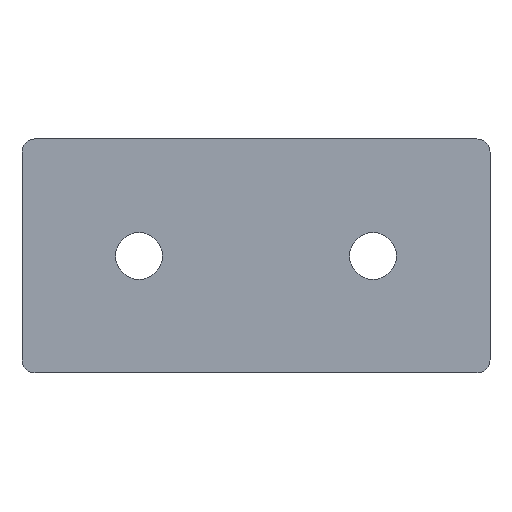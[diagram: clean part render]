
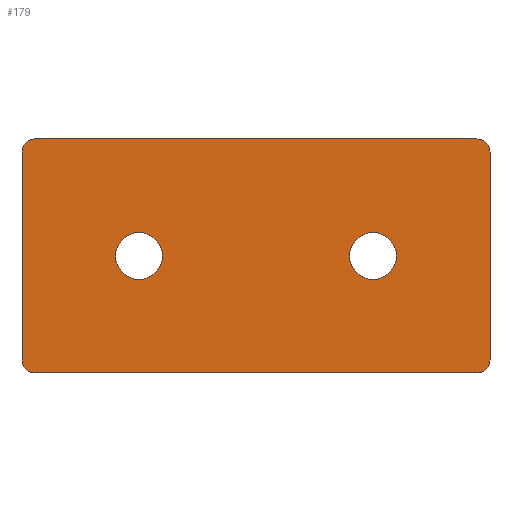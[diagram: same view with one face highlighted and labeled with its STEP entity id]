
A CAD part, front view. The second image highlights one B-rep face of the part: STEP entity #179.
In plain terms, the highlighted planar face has unit normal (0, -1, 0).
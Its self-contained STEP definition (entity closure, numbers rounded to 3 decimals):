
#52 = ORIENTED_EDGE ( 'NONE', *, *, #68, .F. ) ;
#53 = ORIENTED_EDGE ( 'NONE', *, *, #120, .F. ) ;
#54 = ORIENTED_EDGE ( 'NONE', *, *, #176, .T. ) ;
#55 = ORIENTED_EDGE ( 'NONE', *, *, #181, .F. ) ;
#56 = EDGE_LOOP ( 'NONE', ( #57, #54, #52, #136, #60, #140, #139, #144 ) ) ;
#57 = ORIENTED_EDGE ( 'NONE', *, *, #96, .F. ) ;
#58 = EDGE_CURVE ( 'NONE', #63, #229, #488, .T. ) ;
#59 = EDGE_CURVE ( 'NONE', #228, #232, #484, .T. ) ;
#60 = ORIENTED_EDGE ( 'NONE', *, *, #242, .F. ) ;
#63 = VERTEX_POINT ( 'NONE', #259 ) ;
#64 = VERTEX_POINT ( 'NONE', #436 ) ;
#68 = EDGE_CURVE ( 'NONE', #63, #64, #476, .T. ) ;
#93 = VERTEX_POINT ( 'NONE', #411 ) ;
#96 = EDGE_CURVE ( 'NONE', #113, #93, #404, .T. ) ;
#98 = VERTEX_POINT ( 'NONE', #364 ) ;
#113 = VERTEX_POINT ( 'NONE', #329 ) ;
#120 = EDGE_CURVE ( 'NONE', #220, #98, #336, .T. ) ;
#126 = VERTEX_POINT ( 'NONE', #402 ) ;
#136 = ORIENTED_EDGE ( 'NONE', *, *, #58, .T. ) ;
#138 = EDGE_CURVE ( 'NONE', #126, #93, #385, .T. ) ;
#139 = ORIENTED_EDGE ( 'NONE', *, *, #230, .F. ) ;
#140 = ORIENTED_EDGE ( 'NONE', *, *, #59, .T. ) ;
#144 = ORIENTED_EDGE ( 'NONE', *, *, #138, .T. ) ;
#174 = EDGE_CURVE ( 'NONE', #254, #252, #376, .T. ) ;
#176 = EDGE_CURVE ( 'NONE', #113, #64, #298, .T. ) ;
#178 = ORIENTED_EDGE ( 'NONE', *, *, #174, .F. ) ;
#179 = ADVANCED_FACE ( 'NONE', ( #519, #516, #514 ), #522, .T. ) ;
#180 = ORIENTED_EDGE ( 'NONE', *, *, #204, .F. ) ;
#181 = EDGE_CURVE ( 'NONE', #98, #220, #511, .T. ) ;
#182 = EDGE_LOOP ( 'NONE', ( #53, #55 ) ) ;
#196 = EDGE_LOOP ( 'NONE', ( #180, #178 ) ) ;
#204 = EDGE_CURVE ( 'NONE', #252, #254, #564, .T. ) ;
#220 = VERTEX_POINT ( 'NONE', #670 ) ;
#228 = VERTEX_POINT ( 'NONE', #657 ) ;
#229 = VERTEX_POINT ( 'NONE', #501 ) ;
#230 = EDGE_CURVE ( 'NONE', #126, #232, #664, .T. ) ;
#232 = VERTEX_POINT ( 'NONE', #494 ) ;
#242 = EDGE_CURVE ( 'NONE', #228, #229, #525, .T. ) ;
#252 = VERTEX_POINT ( 'NONE', #592 ) ;
#254 = VERTEX_POINT ( 'NONE', #607 ) ;
#256 = CARTESIAN_POINT ( 'NONE',  ( 42.5, 0., -20. ) ) ;
#259 = CARTESIAN_POINT ( 'NONE',  ( 42.5, 0., -22.5 ) ) ;
#261 = CARTESIAN_POINT ( 'NONE',  ( -45., 0., -22.5 ) ) ;
#284 = DIRECTION ( 'NONE',  ( 0., 0., -1. ) ) ;
#285 = DIRECTION ( 'NONE',  ( 0., -1., 0. ) ) ;
#286 = CARTESIAN_POINT ( 'NONE',  ( -42.5, 0., -20. ) ) ;
#288 = DIRECTION ( 'NONE',  ( 0., 0., -1. ) ) ;
#289 = DIRECTION ( 'NONE',  ( 0., -1., 0. ) ) ;
#290 = AXIS2_PLACEMENT_3D ( 'NONE', #295, #289, #288 ) ;
#292 = AXIS2_PLACEMENT_3D ( 'NONE', #286, #285, #284 ) ;
#295 = CARTESIAN_POINT ( 'NONE',  ( -22.5, 0., 0. ) ) ;
#298 = CIRCLE ( 'NONE', #292, 2.5 ) ;
#318 = DIRECTION ( 'NONE',  ( 0., 0., -1. ) ) ;
#319 = DIRECTION ( 'NONE',  ( 0., -1., 0. ) ) ;
#320 = AXIS2_PLACEMENT_3D ( 'NONE', #327, #319, #318 ) ;
#327 = CARTESIAN_POINT ( 'NONE',  ( 22.5, 0., 0. ) ) ;
#329 = CARTESIAN_POINT ( 'NONE',  ( -45., 0., -20. ) ) ;
#336 = CIRCLE ( 'NONE', #320, 4.5 ) ;
#364 = CARTESIAN_POINT ( 'NONE',  ( 22.5, 0., -4.5 ) ) ;
#365 = DIRECTION ( 'NONE',  ( 0., 0., 1. ) ) ;
#366 = VECTOR ( 'NONE', #365, 1000. ) ;
#367 = CARTESIAN_POINT ( 'NONE',  ( -45., 0., 22.5 ) ) ;
#376 = CIRCLE ( 'NONE', #290, 4.5 ) ;
#380 = DIRECTION ( 'NONE',  ( 0., 0., -1. ) ) ;
#381 = DIRECTION ( 'NONE',  ( 0., -1., 0. ) ) ;
#382 = CARTESIAN_POINT ( 'NONE',  ( -42.5, 0., 20. ) ) ;
#384 = AXIS2_PLACEMENT_3D ( 'NONE', #382, #381, #380 ) ;
#385 = CIRCLE ( 'NONE', #384, 2.5 ) ;
#402 = CARTESIAN_POINT ( 'NONE',  ( -42.5, 0., 22.5 ) ) ;
#404 = LINE ( 'NONE', #367, #366 ) ;
#411 = CARTESIAN_POINT ( 'NONE',  ( -45., 0., 20. ) ) ;
#436 = CARTESIAN_POINT ( 'NONE',  ( -42.5, 0., -22.5 ) ) ;
#474 = DIRECTION ( 'NONE',  ( -1., 0., 0. ) ) ;
#475 = VECTOR ( 'NONE', #474, 1000. ) ;
#476 = LINE ( 'NONE', #261, #475 ) ;
#481 = DIRECTION ( 'NONE',  ( 0., 0., -1. ) ) ;
#482 = DIRECTION ( 'NONE',  ( 0., -1., 0. ) ) ;
#483 = AXIS2_PLACEMENT_3D ( 'NONE', #491, #482, #481 ) ;
#484 = CIRCLE ( 'NONE', #483, 2.5 ) ;
#485 = DIRECTION ( 'NONE',  ( 0., 0., -1. ) ) ;
#486 = DIRECTION ( 'NONE',  ( 0., -1., 0. ) ) ;
#487 = AXIS2_PLACEMENT_3D ( 'NONE', #256, #486, #485 ) ;
#488 = CIRCLE ( 'NONE', #487, 2.5 ) ;
#491 = CARTESIAN_POINT ( 'NONE',  ( 42.5, 0., 20. ) ) ;
#494 = CARTESIAN_POINT ( 'NONE',  ( 42.5, 0., 22.5 ) ) ;
#501 = CARTESIAN_POINT ( 'NONE',  ( 45., 0., -20. ) ) ;
#506 = DIRECTION ( 'NONE',  ( 0., 0., -1. ) ) ;
#507 = DIRECTION ( 'NONE',  ( 0., -1., 0. ) ) ;
#509 = DIRECTION ( 'NONE',  ( 0., 0., -1. ) ) ;
#510 = DIRECTION ( 'NONE',  ( 0., -1., 0. ) ) ;
#511 = CIRCLE ( 'NONE', #518, 4.5 ) ;
#512 = AXIS2_PLACEMENT_3D ( 'NONE', #515, #510, #509 ) ;
#514 = FACE_OUTER_BOUND ( 'NONE', #56, .T. ) ;
#515 = CARTESIAN_POINT ( 'NONE',  ( -45., 0., -22.5 ) ) ;
#516 = FACE_BOUND ( 'NONE', #182, .T. ) ;
#518 = AXIS2_PLACEMENT_3D ( 'NONE', #520, #507, #506 ) ;
#519 = FACE_BOUND ( 'NONE', #196, .T. ) ;
#520 = CARTESIAN_POINT ( 'NONE',  ( 22.5, 0., 0. ) ) ;
#522 = PLANE ( 'NONE',  #512 ) ;
#523 = DIRECTION ( 'NONE',  ( 0., 0., -1. ) ) ;
#524 = VECTOR ( 'NONE', #523, 1000. ) ;
#525 = LINE ( 'NONE', #532, #524 ) ;
#532 = CARTESIAN_POINT ( 'NONE',  ( 45., 0., 22.5 ) ) ;
#553 = DIRECTION ( 'NONE',  ( 1., 0., 0. ) ) ;
#554 = VECTOR ( 'NONE', #553, 1000. ) ;
#555 = CARTESIAN_POINT ( 'NONE',  ( -45., 0., 22.5 ) ) ;
#564 = CIRCLE ( 'NONE', #572, 4.5 ) ;
#568 = CARTESIAN_POINT ( 'NONE',  ( -22.5, 0., 0. ) ) ;
#572 = AXIS2_PLACEMENT_3D ( 'NONE', #568, #680, #679 ) ;
#592 = CARTESIAN_POINT ( 'NONE',  ( -22.5, 0., 4.5 ) ) ;
#607 = CARTESIAN_POINT ( 'NONE',  ( -22.5, 0., -4.5 ) ) ;
#657 = CARTESIAN_POINT ( 'NONE',  ( 45., 0., 20. ) ) ;
#664 = LINE ( 'NONE', #555, #554 ) ;
#670 = CARTESIAN_POINT ( 'NONE',  ( 22.5, 0., 4.5 ) ) ;
#679 = DIRECTION ( 'NONE',  ( 0., 0., -1. ) ) ;
#680 = DIRECTION ( 'NONE',  ( 0., -1., 0. ) ) ;
